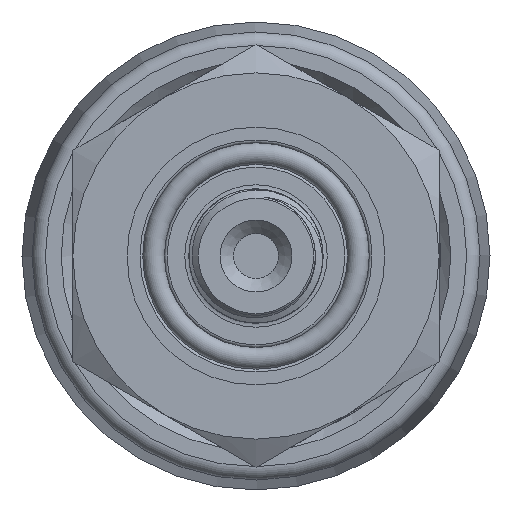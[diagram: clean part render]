
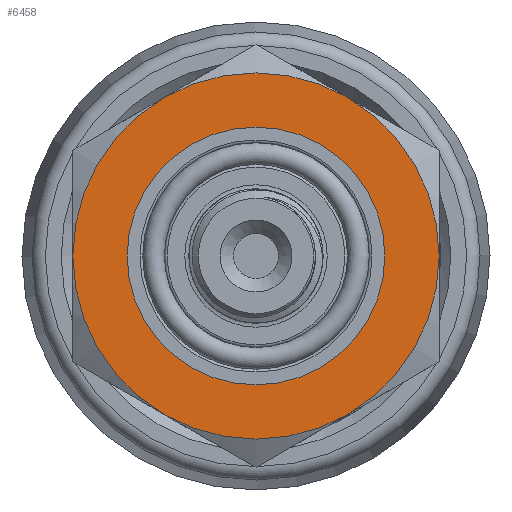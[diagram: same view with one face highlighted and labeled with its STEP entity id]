
A CAD part, left-side view. The second image highlights one B-rep face of the part: STEP entity #6458.
In plain terms, the highlighted face is planar.
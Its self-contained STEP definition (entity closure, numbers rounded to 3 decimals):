
#829=FACE_BOUND('',#2372,.T.);
#1600=PLANE('',#6775);
#1968=FACE_OUTER_BOUND('',#2371,.T.);
#2371=EDGE_LOOP('',(#6074));
#2372=EDGE_LOOP('',(#6075));
#2491=CIRCLE('',#6738,13.5);
#2514=CIRCLE('',#6776,9.5);
#3141=VERTEX_POINT('',#19241);
#3159=VERTEX_POINT('',#19304);
#4102=EDGE_CURVE('',#3141,#3141,#2491,.T.);
#4132=EDGE_CURVE('',#3159,#3159,#2514,.T.);
#6074=ORIENTED_EDGE('',*,*,#4102,.T.);
#6075=ORIENTED_EDGE('',*,*,#4132,.F.);
#6458=ADVANCED_FACE('',(#1968,#829),#1600,.T.);
#6738=AXIS2_PLACEMENT_3D('',#19242,#7540,#7541);
#6775=AXIS2_PLACEMENT_3D('',#19303,#7621,#7622);
#6776=AXIS2_PLACEMENT_3D('',#19305,#7623,#7624);
#7540=DIRECTION('center_axis',(1.,0.,0.));
#7541=DIRECTION('ref_axis',(0.,0.,-1.));
#7621=DIRECTION('center_axis',(1.,0.,0.));
#7622=DIRECTION('ref_axis',(0.,0.,-1.));
#7623=DIRECTION('center_axis',(1.,0.,0.));
#7624=DIRECTION('ref_axis',(0.,0.,-1.));
#19241=CARTESIAN_POINT('',(-12.,-13.5,0.));
#19242=CARTESIAN_POINT('Origin',(-12.,0.,0.));
#19303=CARTESIAN_POINT('Origin',(-12.,9.5,0.));
#19304=CARTESIAN_POINT('',(-12.,-9.5,0.));
#19305=CARTESIAN_POINT('Origin',(-12.,0.,0.));
